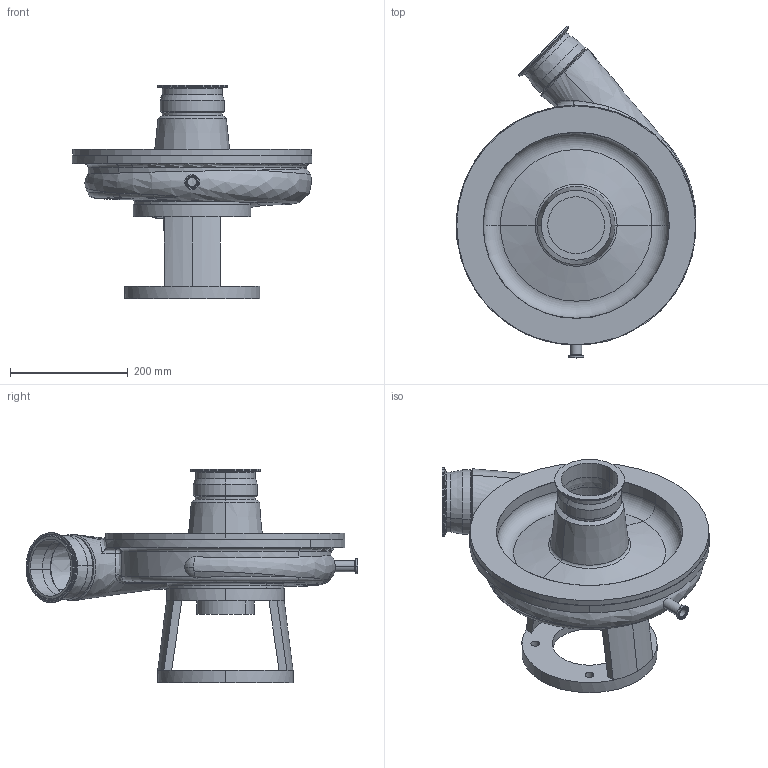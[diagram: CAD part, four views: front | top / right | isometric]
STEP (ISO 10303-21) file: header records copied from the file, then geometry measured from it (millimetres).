
FILE_DESCRIPTION (( 'STEP AP214' ), '1' );
FILE_NAME ('FPR 1051-1052 210-250TC 45L 3-4 IN STR DRAIN.STEP', '2023-01-06T16:46:25', ( '' ), ( '' ), 'SwSTEP 2.0', 'SolidWorks 2021', '' );
FILE_SCHEMA (( 'AUTOMOTIVE_DESIGN' ));
Length unit declared in the file: millimetre
Products named in the file (1): FPR 1051-1052 210-250TC 45L 3-4 IN STR DRAIN
Bounding box: 407.22 x 564.45 x 362.5 mm (x, y, z)
Volume: 8647497.8 mm3; surface area: 904965.6 mm2
Topology: 1 solids, 1 shells, 190 faces, 439 edges, 262 vertices
Faces by surface type: cylinder 64, cone 36, torus 35, plane 27, bspline 24, sphere 4
Entity records: 12533 total; most frequent: CARTESIAN_POINT 8271, DIRECTION 907, ORIENTED_EDGE 872, EDGE_CURVE 436, AXIS2_PLACEMENT_3D 399, VERTEX_POINT 260, CIRCLE 232, EDGE_LOOP 216
